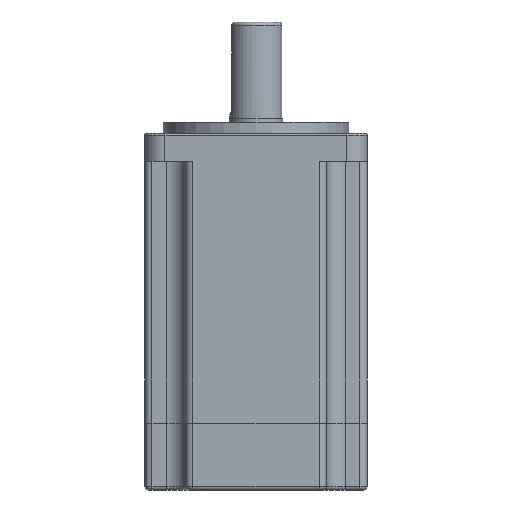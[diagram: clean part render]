
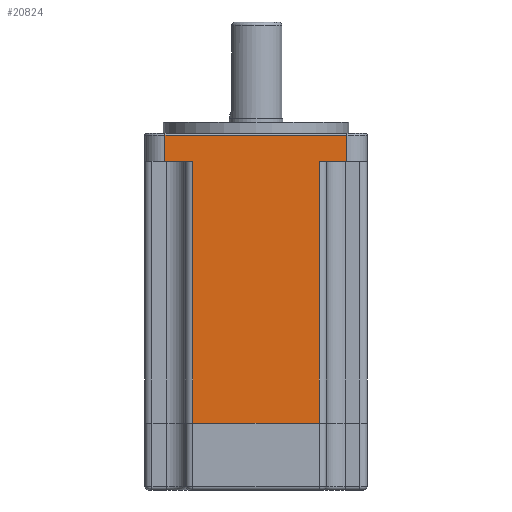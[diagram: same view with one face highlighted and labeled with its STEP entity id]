
A CAD part, front view. The second image highlights one B-rep face of the part: STEP entity #20824.
In plain terms, the highlighted planar face has unit normal (0, -1, 0).
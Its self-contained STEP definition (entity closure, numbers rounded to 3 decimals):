
#271 = DIRECTION ( 'NONE',  ( 0., 0., 1. ) ) ;
#1924 = VERTEX_POINT ( 'NONE', #15555 ) ;
#2080 = ORIENTED_EDGE ( 'NONE', *, *, #50837, .F. ) ;
#4114 = VERTEX_POINT ( 'NONE', #12854 ) ;
#4125 = VECTOR ( 'NONE', #48867, 1000. ) ;
#4622 = CARTESIAN_POINT ( 'NONE',  ( -24.5, -30., -0.5 ) ) ;
#4966 = EDGE_LOOP ( 'NONE', ( #32612, #25320, #31656, #54429, #32294, #8159, #47039, #2080 ) ) ;
#8017 = VECTOR ( 'NONE', #42511, 1000. ) ;
#8159 = ORIENTED_EDGE ( 'NONE', *, *, #20044, .F. ) ;
#9129 = CARTESIAN_POINT ( 'NONE',  ( -17., -30., -7.5 ) ) ;
#10782 = LINE ( 'NONE', #9129, #24603 ) ;
#11593 = CARTESIAN_POINT ( 'NONE',  ( -24.5, -30., -0.5 ) ) ;
#12854 = CARTESIAN_POINT ( 'NONE',  ( 24.5, -30., -7.5 ) ) ;
#13197 = VECTOR ( 'NONE', #271, 1000. ) ;
#13475 = LINE ( 'NONE', #42868, #39066 ) ;
#13555 = CARTESIAN_POINT ( 'NONE',  ( 17., -30., -78. ) ) ;
#13606 = CARTESIAN_POINT ( 'NONE',  ( 24.5, -30., -7.5 ) ) ;
#15161 = AXIS2_PLACEMENT_3D ( 'NONE', #48772, #36480, #23281 ) ;
#15555 = CARTESIAN_POINT ( 'NONE',  ( 17., -30., -7.5 ) ) ;
#17208 = LINE ( 'NONE', #11593, #34893 ) ;
#18021 = EDGE_CURVE ( 'NONE', #19774, #21834, #13475, .T. ) ;
#18723 = EDGE_CURVE ( 'NONE', #19774, #39071, #10782, .T. ) ;
#18947 = DIRECTION ( 'NONE',  ( -1., 0., 0. ) ) ;
#19774 = VERTEX_POINT ( 'NONE', #34625 ) ;
#20044 = EDGE_CURVE ( 'NONE', #24910, #39071, #22570, .T. ) ;
#20824 = ADVANCED_FACE ( 'NONE', ( #37829 ), #23632, .F. ) ;
#21834 = VERTEX_POINT ( 'NONE', #29103 ) ;
#22570 = LINE ( 'NONE', #45005, #4125 ) ;
#23170 = VECTOR ( 'NONE', #18947, 1000. ) ;
#23281 = DIRECTION ( 'NONE',  ( -1., 0., 0. ) ) ;
#23632 = PLANE ( 'NONE',  #15161 ) ;
#24603 = VECTOR ( 'NONE', #29527, 1000. ) ;
#24910 = VERTEX_POINT ( 'NONE', #13555 ) ;
#25320 = ORIENTED_EDGE ( 'NONE', *, *, #51236, .T. ) ;
#29103 = CARTESIAN_POINT ( 'NONE',  ( -24.5, -30., -7.5 ) ) ;
#29527 = DIRECTION ( 'NONE',  ( 0., 0., -1. ) ) ;
#29715 = LINE ( 'NONE', #54296, #13197 ) ;
#31590 = EDGE_CURVE ( 'NONE', #21834, #43864, #29715, .T. ) ;
#31656 = ORIENTED_EDGE ( 'NONE', *, *, #31590, .F. ) ;
#32294 = ORIENTED_EDGE ( 'NONE', *, *, #18723, .T. ) ;
#32612 = ORIENTED_EDGE ( 'NONE', *, *, #34790, .T. ) ;
#33893 = CARTESIAN_POINT ( 'NONE',  ( 17., -30., -7.5 ) ) ;
#34625 = CARTESIAN_POINT ( 'NONE',  ( -17., -30., -7.5 ) ) ;
#34790 = EDGE_CURVE ( 'NONE', #4114, #36122, #51419, .T. ) ;
#34795 = CARTESIAN_POINT ( 'NONE',  ( -17., -30., -78. ) ) ;
#34893 = VECTOR ( 'NONE', #53793, 1000. ) ;
#35672 = EDGE_CURVE ( 'NONE', #24910, #1924, #52675, .T. ) ;
#36122 = VERTEX_POINT ( 'NONE', #54377 ) ;
#36480 = DIRECTION ( 'NONE',  ( 0., 1., 0. ) ) ;
#37646 = VECTOR ( 'NONE', #51586, 1000. ) ;
#37829 = FACE_OUTER_BOUND ( 'NONE', #4966, .T. ) ;
#39066 = VECTOR ( 'NONE', #52379, 1000. ) ;
#39071 = VERTEX_POINT ( 'NONE', #34795 ) ;
#39486 = CARTESIAN_POINT ( 'NONE',  ( -24.5, -30., -7.5 ) ) ;
#42511 = DIRECTION ( 'NONE',  ( 0., 0., 1. ) ) ;
#42868 = CARTESIAN_POINT ( 'NONE',  ( -24.5, -30., -7.5 ) ) ;
#43864 = VERTEX_POINT ( 'NONE', #4622 ) ;
#44152 = LINE ( 'NONE', #39486, #23170 ) ;
#45005 = CARTESIAN_POINT ( 'NONE',  ( -19., -30., -78. ) ) ;
#47039 = ORIENTED_EDGE ( 'NONE', *, *, #35672, .T. ) ;
#48772 = CARTESIAN_POINT ( 'NONE',  ( -24.5, -30., -7.5 ) ) ;
#48867 = DIRECTION ( 'NONE',  ( -1., 0., 0. ) ) ;
#50837 = EDGE_CURVE ( 'NONE', #4114, #1924, #44152, .T. ) ;
#51236 = EDGE_CURVE ( 'NONE', #36122, #43864, #17208, .T. ) ;
#51419 = LINE ( 'NONE', #13606, #37646 ) ;
#51586 = DIRECTION ( 'NONE',  ( 0., 0., 1. ) ) ;
#52379 = DIRECTION ( 'NONE',  ( -1., 0., 0. ) ) ;
#52675 = LINE ( 'NONE', #33893, #8017 ) ;
#53793 = DIRECTION ( 'NONE',  ( -1., 0., 0. ) ) ;
#54296 = CARTESIAN_POINT ( 'NONE',  ( -24.5, -30., -7.5 ) ) ;
#54377 = CARTESIAN_POINT ( 'NONE',  ( 24.5, -30., -0.5 ) ) ;
#54429 = ORIENTED_EDGE ( 'NONE', *, *, #18021, .F. ) ;
